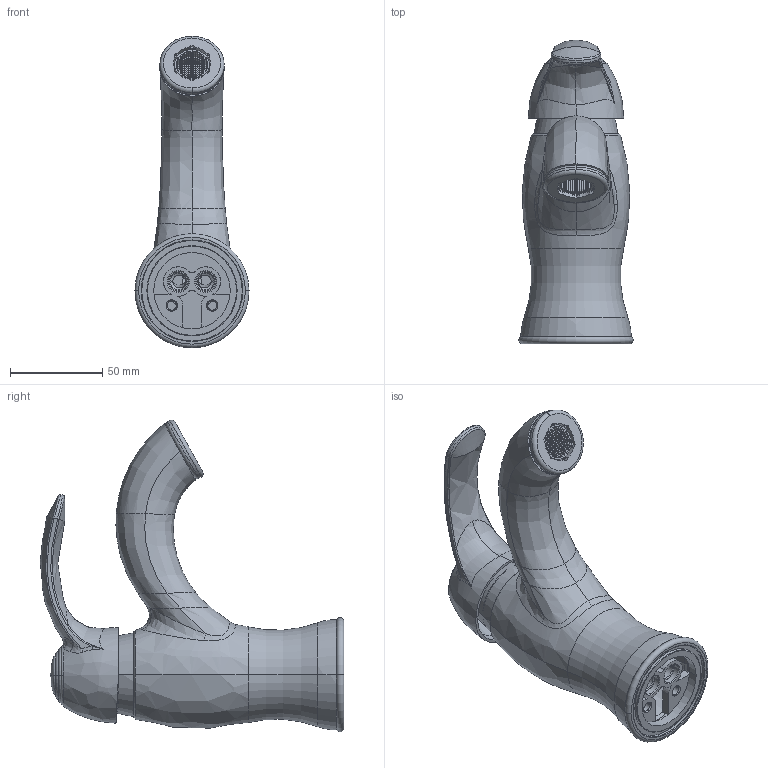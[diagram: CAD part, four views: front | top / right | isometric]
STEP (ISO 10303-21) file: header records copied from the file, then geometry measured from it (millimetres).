
FILE_DESCRIPTION((''),'2;1');
FILE_NAME('FA071CR','2021-11-10T09:01:01',('ut3'),('PAFFONI SpA'),'CREO PARAMETRIC BY PTC INC, 2020044','CREO PARAMETRIC BY PTC INC, 2020044','');
FILE_SCHEMA(('CONFIG_CONTROL_DESIGN','SHAPE_APPEARANCE_LAYERS_GROUPS'));
Length unit declared in the file: millimetre
Products named in the file (1): FA071CR
Bounding box: 62 x 164.91 x 169.25 mm (x, y, z)
Volume: 217121.5 mm3; surface area: 126054.1 mm2
Topology: 2 solids, 2 shells, 2767 faces, 8005 edges, 5173 vertices
Faces by surface type: plane 2066, cylinder 359, torus 141, bspline 106, cone 68, sphere 23, extrusion 4
Entity records: 121645 total; most frequent: CARTESIAN_POINT 27301, ORIENTED_EDGE 15964, DIRECTION 15024, EDGE_CURVE 7982, VERTEX_POINT 5173, VECTOR 5128, LINE 5124, AXIS2_PLACEMENT_3D 4948
